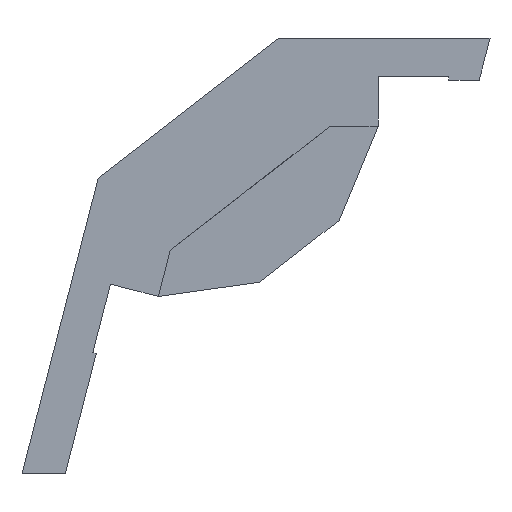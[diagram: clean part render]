
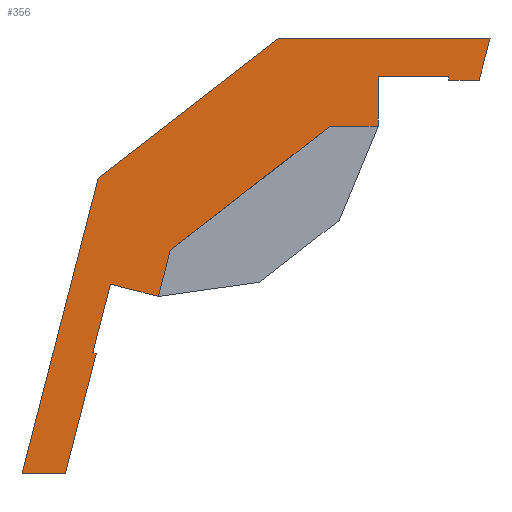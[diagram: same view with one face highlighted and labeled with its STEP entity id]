
A CAD part, front view. The second image highlights one B-rep face of the part: STEP entity #356.
In plain terms, the highlighted planar face has unit normal (0, -1, 0).
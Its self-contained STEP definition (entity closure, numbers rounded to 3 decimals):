
#14 = LINE ( 'NONE', #751, #1221 ) ;
#17 = CARTESIAN_POINT ( 'NONE',  ( -234.405, -116.847, 242.905 ) ) ;
#45 = CARTESIAN_POINT ( 'NONE',  ( -281.319, -116.847, 72.494 ) ) ;
#57 = EDGE_CURVE ( 'NONE', #794, #73, #1286, .T. ) ;
#64 = EDGE_CURVE ( 'NONE', #396, #773, #750, .T. ) ;
#73 = VERTEX_POINT ( 'NONE', #1039 ) ;
#94 = CARTESIAN_POINT ( 'NONE',  ( -240.774, -116.847, 229.832 ) ) ;
#110 = CARTESIAN_POINT ( 'NONE',  ( -235.495, -116.847, 250.316 ) ) ;
#112 = VERTEX_POINT ( 'NONE', #942 ) ;
#134 = DIRECTION ( 'NONE',  ( 0.25, 0., 0.968 ) ) ;
#151 = EDGE_CURVE ( 'NONE', #396, #1192, #361, .T. ) ;
#168 = EDGE_CURVE ( 'NONE', #839, #1057, #275, .T. ) ;
#227 = CARTESIAN_POINT ( 'NONE',  ( -235.154, -116.847, 240. ) ) ;
#238 = CARTESIAN_POINT ( 'NONE',  ( -219.418, -116.847, 253.92 ) ) ;
#240 = DIRECTION ( 'NONE',  ( 0., 1., 0. ) ) ;
#255 = ORIENTED_EDGE ( 'NONE', *, *, #151, .T. ) ;
#261 = VECTOR ( 'NONE', #896, 1000. ) ;
#265 = CARTESIAN_POINT ( 'NONE',  ( -220.5, -116.847, 257.095 ) ) ;
#275 = LINE ( 'NONE', #1024, #778 ) ;
#277 = ORIENTED_EDGE ( 'NONE', *, *, #801, .T. ) ;
#291 = ORIENTED_EDGE ( 'NONE', *, *, #168, .F. ) ;
#314 = CARTESIAN_POINT ( 'NONE',  ( -216.095, -116.847, 253.92 ) ) ;
#321 = CARTESIAN_POINT ( 'NONE',  ( -211.195, -116.847, 257.345 ) ) ;
#350 = VECTOR ( 'NONE', #422, 1000. ) ;
#356 = ADVANCED_FACE ( 'NONE', ( #1299 ), #983, .F. ) ;
#361 = LINE ( 'NONE', #612, #1208 ) ;
#374 = CARTESIAN_POINT ( 'NONE',  ( -235.628, -116.847, 238.16 ) ) ;
#378 = ORIENTED_EDGE ( 'NONE', *, *, #488, .F. ) ;
#380 = EDGE_CURVE ( 'NONE', #773, #1319, #1321, .T. ) ;
#386 = EDGE_LOOP ( 'NONE', ( #1084, #1008, #871, #1025, #1201, #513, #255, #720, #291, #277, #722, #378, #695, #1209, #917, #1158 ) ) ;
#390 = CARTESIAN_POINT ( 'NONE',  ( 0., -116.847, 260. ) ) ;
#396 = VERTEX_POINT ( 'NONE', #1112 ) ;
#406 = CARTESIAN_POINT ( 'NONE',  ( -209.095, -116.847, 257.095 ) ) ;
#422 = DIRECTION ( 'NONE',  ( 0.968, 0., -0.25 ) ) ;
#444 = DIRECTION ( 'NONE',  ( -0.968, 0., 0.25 ) ) ;
#452 = CARTESIAN_POINT ( 'NONE',  ( -61.406, -116.847, 38.582 ) ) ;
#454 = EDGE_CURVE ( 'NONE', #1128, #581, #990, .T. ) ;
#463 = LINE ( 'NONE', #265, #536 ) ;
#479 = VECTOR ( 'NONE', #711, 1000. ) ;
#483 = VECTOR ( 'NONE', #891, 1000. ) ;
#486 = LINE ( 'NONE', #1229, #650 ) ;
#488 = EDGE_CURVE ( 'NONE', #581, #1409, #486, .T. ) ;
#513 = ORIENTED_EDGE ( 'NONE', *, *, #64, .F. ) ;
#533 = VERTEX_POINT ( 'NONE', #374 ) ;
#536 = VECTOR ( 'NONE', #701, 1000. ) ;
#545 = CARTESIAN_POINT ( 'NONE',  ( -216.095, -116.847, 257.345 ) ) ;
#550 = CARTESIAN_POINT ( 'NONE',  ( -230.501, -116.847, 245.331 ) ) ;
#557 = AXIS2_PLACEMENT_3D ( 'NONE', #452, #240, #1315 ) ;
#562 = LINE ( 'NONE', #545, #1351 ) ;
#573 = LINE ( 'NONE', #45, #854 ) ;
#581 = VERTEX_POINT ( 'NONE', #792 ) ;
#603 = DIRECTION ( 'NONE',  ( -0.79, 0., -0.613 ) ) ;
#605 = VECTOR ( 'NONE', #134, 1000. ) ;
#612 = CARTESIAN_POINT ( 'NONE',  ( -229.248, -116.847, 255.158 ) ) ;
#643 = CARTESIAN_POINT ( 'NONE',  ( -235.87, -116.847, 238.222 ) ) ;
#650 = VECTOR ( 'NONE', #911, 1000. ) ;
#652 = DIRECTION ( 'NONE',  ( 1., 0., 0. ) ) ;
#660 = CARTESIAN_POINT ( 'NONE',  ( -230.501, -116.847, 245.331 ) ) ;
#676 = LINE ( 'NONE', #227, #605 ) ;
#695 = ORIENTED_EDGE ( 'NONE', *, *, #454, .F. ) ;
#701 = DIRECTION ( 'NONE',  ( -1., 0., 0. ) ) ;
#711 = DIRECTION ( 'NONE',  ( 1., 0., 0. ) ) ;
#716 = EDGE_CURVE ( 'NONE', #1128, #1195, #1168, .T. ) ;
#720 = ORIENTED_EDGE ( 'NONE', *, *, #929, .F. ) ;
#722 = ORIENTED_EDGE ( 'NONE', *, *, #1334, .F. ) ;
#729 = CARTESIAN_POINT ( 'NONE',  ( -231.331, -116.847, 242.113 ) ) ;
#734 = EDGE_CURVE ( 'NONE', #1279, #112, #562, .T. ) ;
#750 = LINE ( 'NONE', #390, #479 ) ;
#751 = CARTESIAN_POINT ( 'NONE',  ( -216.095, -116.847, 257.095 ) ) ;
#757 = LINE ( 'NONE', #321, #1404 ) ;
#773 = VERTEX_POINT ( 'NONE', #1080 ) ;
#778 = VECTOR ( 'NONE', #935, 1000. ) ;
#784 = CARTESIAN_POINT ( 'NONE',  ( -231.331, -116.847, 242.113 ) ) ;
#792 = CARTESIAN_POINT ( 'NONE',  ( -234.647, -116.847, 242.967 ) ) ;
#794 = VERTEX_POINT ( 'NONE', #238 ) ;
#801 = EDGE_CURVE ( 'NONE', #839, #533, #676, .T. ) ;
#839 = VERTEX_POINT ( 'NONE', #1188 ) ;
#852 = CARTESIAN_POINT ( 'NONE',  ( -235.87, -116.847, 238.222 ) ) ;
#854 = VECTOR ( 'NONE', #1338, 1000. ) ;
#856 = DIRECTION ( 'NONE',  ( 0.79, 0., 0.613 ) ) ;
#871 = ORIENTED_EDGE ( 'NONE', *, *, #1156, .T. ) ;
#877 = VECTOR ( 'NONE', #444, 1000. ) ;
#879 = DIRECTION ( 'NONE',  ( 0., 0., -1. ) ) ;
#891 = DIRECTION ( 'NONE',  ( -0.25, 0., -0.968 ) ) ;
#896 = DIRECTION ( 'NONE',  ( 0.25, 0., 0.968 ) ) ;
#911 = DIRECTION ( 'NONE',  ( -0.25, 0., -0.968 ) ) ;
#916 = VECTOR ( 'NONE', #652, 1000. ) ;
#917 = ORIENTED_EDGE ( 'NONE', *, *, #1147, .T. ) ;
#929 = EDGE_CURVE ( 'NONE', #1057, #1192, #573, .T. ) ;
#935 = DIRECTION ( 'NONE',  ( -1., 0., 0. ) ) ;
#939 = EDGE_CURVE ( 'NONE', #1319, #1123, #463, .T. ) ;
#942 = CARTESIAN_POINT ( 'NONE',  ( -216.095, -116.847, 257.345 ) ) ;
#967 = CARTESIAN_POINT ( 'NONE',  ( -211.195, -116.847, 257.095 ) ) ;
#983 = PLANE ( 'NONE',  #557 ) ;
#990 = LINE ( 'NONE', #17, #877 ) ;
#998 = DIRECTION ( 'NONE',  ( -1., 0., 0. ) ) ;
#1008 = ORIENTED_EDGE ( 'NONE', *, *, #734, .F. ) ;
#1024 = CARTESIAN_POINT ( 'NONE',  ( -237.774, -116.847, 229.832 ) ) ;
#1025 = ORIENTED_EDGE ( 'NONE', *, *, #939, .F. ) ;
#1039 = CARTESIAN_POINT ( 'NONE',  ( -216.095, -116.847, 253.92 ) ) ;
#1057 = VERTEX_POINT ( 'NONE', #94 ) ;
#1076 = LINE ( 'NONE', #852, #350 ) ;
#1080 = CARTESIAN_POINT ( 'NONE',  ( -208.347, -116.847, 260. ) ) ;
#1084 = ORIENTED_EDGE ( 'NONE', *, *, #1222, .F. ) ;
#1101 = CARTESIAN_POINT ( 'NONE',  ( -208.347, -116.847, 260. ) ) ;
#1112 = CARTESIAN_POINT ( 'NONE',  ( -223., -116.847, 260. ) ) ;
#1123 = VERTEX_POINT ( 'NONE', #967 ) ;
#1128 = VERTEX_POINT ( 'NONE', #729 ) ;
#1147 = EDGE_CURVE ( 'NONE', #1195, #794, #1366, .T. ) ;
#1156 = EDGE_CURVE ( 'NONE', #1279, #1123, #757, .T. ) ;
#1158 = ORIENTED_EDGE ( 'NONE', *, *, #57, .T. ) ;
#1168 = LINE ( 'NONE', #784, #261 ) ;
#1188 = CARTESIAN_POINT ( 'NONE',  ( -237.774, -116.847, 229.832 ) ) ;
#1192 = VERTEX_POINT ( 'NONE', #110 ) ;
#1195 = VERTEX_POINT ( 'NONE', #660 ) ;
#1201 = ORIENTED_EDGE ( 'NONE', *, *, #380, .F. ) ;
#1208 = VECTOR ( 'NONE', #603, 1000. ) ;
#1209 = ORIENTED_EDGE ( 'NONE', *, *, #716, .T. ) ;
#1219 = VECTOR ( 'NONE', #856, 1000. ) ;
#1221 = VECTOR ( 'NONE', #879, 1000. ) ;
#1222 = EDGE_CURVE ( 'NONE', #112, #73, #14, .T. ) ;
#1229 = CARTESIAN_POINT ( 'NONE',  ( -234.647, -116.847, 242.967 ) ) ;
#1279 = VERTEX_POINT ( 'NONE', #1294 ) ;
#1286 = LINE ( 'NONE', #314, #916 ) ;
#1294 = CARTESIAN_POINT ( 'NONE',  ( -211.195, -116.847, 257.345 ) ) ;
#1299 = FACE_OUTER_BOUND ( 'NONE', #386, .T. ) ;
#1302 = DIRECTION ( 'NONE',  ( 0., 0., -1. ) ) ;
#1315 = DIRECTION ( 'NONE',  ( 0., 0., 1. ) ) ;
#1319 = VERTEX_POINT ( 'NONE', #406 ) ;
#1321 = LINE ( 'NONE', #1101, #483 ) ;
#1334 = EDGE_CURVE ( 'NONE', #1409, #533, #1076, .T. ) ;
#1338 = DIRECTION ( 'NONE',  ( 0.25, 0., 0.968 ) ) ;
#1351 = VECTOR ( 'NONE', #998, 1000. ) ;
#1366 = LINE ( 'NONE', #550, #1219 ) ;
#1404 = VECTOR ( 'NONE', #1302, 1000. ) ;
#1409 = VERTEX_POINT ( 'NONE', #643 ) ;
